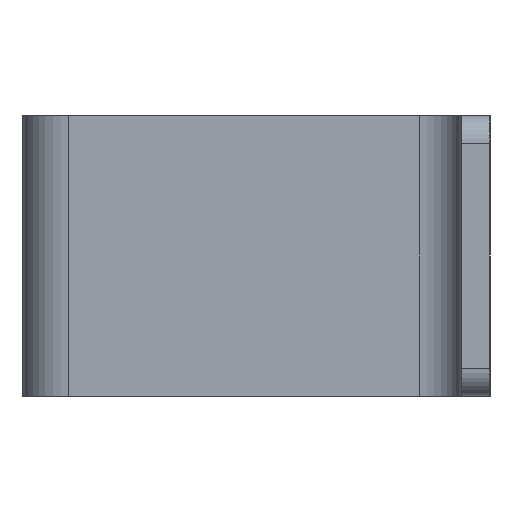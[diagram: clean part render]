
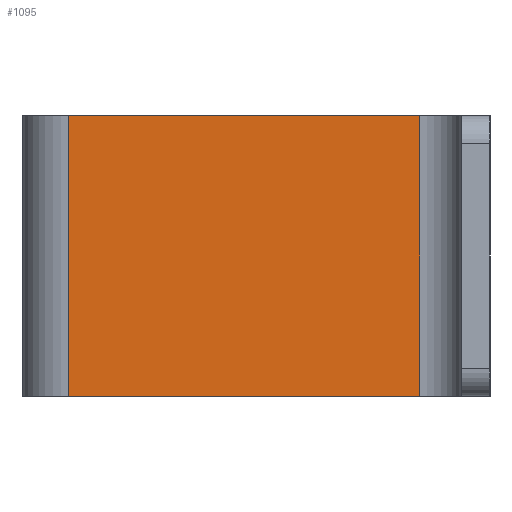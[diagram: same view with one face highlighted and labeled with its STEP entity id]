
A CAD part, left-side view. The second image highlights one B-rep face of the part: STEP entity #1095.
In plain terms, the highlighted planar face has unit normal (-1, 0, 0).
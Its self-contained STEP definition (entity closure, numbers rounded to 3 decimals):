
#5 = CARTESIAN_POINT ( 'NONE',  ( -100., 4.5, 15. ) ) ;
#50 = CARTESIAN_POINT ( 'NONE',  ( -100., 4.5, -15. ) ) ;
#105 = VERTEX_POINT ( 'NONE', #115 ) ;
#109 = DIRECTION ( 'NONE',  ( 0., -1., 0. ) ) ;
#115 = CARTESIAN_POINT ( 'NONE',  ( -100., 42., -15. ) ) ;
#157 = CARTESIAN_POINT ( 'NONE',  ( -100., 42., 15. ) ) ;
#261 = FACE_OUTER_BOUND ( 'NONE', #914, .T. ) ;
#288 = ORIENTED_EDGE ( 'NONE', *, *, #416, .F. ) ;
#308 = ORIENTED_EDGE ( 'NONE', *, *, #651, .F. ) ;
#352 = LINE ( 'NONE', #793, #1024 ) ;
#370 = VECTOR ( 'NONE', #926, 1000. ) ;
#383 = VECTOR ( 'NONE', #911, 1000. ) ;
#416 = EDGE_CURVE ( 'NONE', #105, #771, #703, .T. ) ;
#424 = EDGE_CURVE ( 'NONE', #873, #667, #588, .T. ) ;
#527 = DIRECTION ( 'NONE',  ( 0., -1., 0. ) ) ;
#546 = AXIS2_PLACEMENT_3D ( 'NONE', #875, #1042, #109 ) ;
#588 = LINE ( 'NONE', #980, #853 ) ;
#651 = EDGE_CURVE ( 'NONE', #771, #667, #712, .T. ) ;
#667 = VERTEX_POINT ( 'NONE', #5 ) ;
#703 = LINE ( 'NONE', #855, #370 ) ;
#712 = LINE ( 'NONE', #1113, #383 ) ;
#719 = ORIENTED_EDGE ( 'NONE', *, *, #424, .T. ) ;
#726 = ORIENTED_EDGE ( 'NONE', *, *, #852, .T. ) ;
#771 = VERTEX_POINT ( 'NONE', #157 ) ;
#793 = CARTESIAN_POINT ( 'NONE',  ( -100., 47., -15. ) ) ;
#852 = EDGE_CURVE ( 'NONE', #105, #873, #352, .T. ) ;
#853 = VECTOR ( 'NONE', #909, 1000. ) ;
#855 = CARTESIAN_POINT ( 'NONE',  ( -100., 42., -15. ) ) ;
#873 = VERTEX_POINT ( 'NONE', #50 ) ;
#875 = CARTESIAN_POINT ( 'NONE',  ( -100., 47., -15. ) ) ;
#909 = DIRECTION ( 'NONE',  ( 0., 0., 1. ) ) ;
#911 = DIRECTION ( 'NONE',  ( 0., -1., 0. ) ) ;
#914 = EDGE_LOOP ( 'NONE', ( #308, #288, #726, #719 ) ) ;
#926 = DIRECTION ( 'NONE',  ( 0., 0., 1. ) ) ;
#980 = CARTESIAN_POINT ( 'NONE',  ( -100., 4.5, -15. ) ) ;
#1024 = VECTOR ( 'NONE', #527, 1000. ) ;
#1042 = DIRECTION ( 'NONE',  ( -1., 0., 0. ) ) ;
#1095 = ADVANCED_FACE ( 'NONE', ( #261 ), #1114, .T. ) ;
#1113 = CARTESIAN_POINT ( 'NONE',  ( -100., 47., 15. ) ) ;
#1114 = PLANE ( 'NONE',  #546 ) ;
